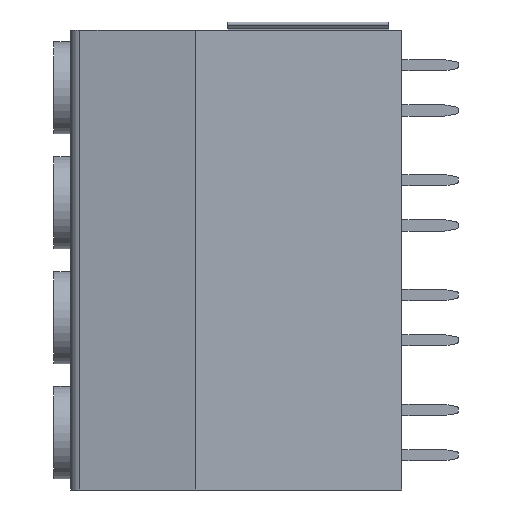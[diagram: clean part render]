
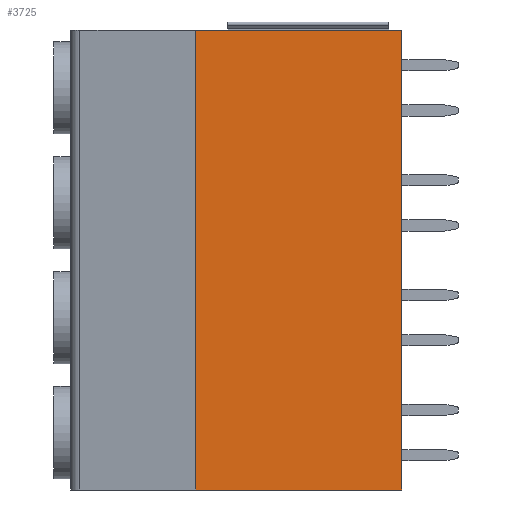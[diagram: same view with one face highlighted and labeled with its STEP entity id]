
A CAD part, left-side view. The second image highlights one B-rep face of the part: STEP entity #3725.
In plain terms, the highlighted planar face has unit normal (-1, 0, 0).
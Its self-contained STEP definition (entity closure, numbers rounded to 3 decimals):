
#70=DIRECTION('',(0.,-1.,0.));
#71=VECTOR('',#70,18.25);
#72=CARTESIAN_POINT('',(-9.35,3.6,-35.56));
#73=LINE('',#72,#71);
#208=DIRECTION('',(0.,0.,1.));
#209=VECTOR('',#208,40.64);
#210=CARTESIAN_POINT('',(-9.35,-14.65,-35.56));
#211=LINE('',#210,#209);
#410=DIRECTION('',(0.,0.,1.));
#411=VECTOR('',#410,40.64);
#412=CARTESIAN_POINT('',(-9.35,3.6,-35.56));
#413=LINE('',#412,#411);
#698=DIRECTION('',(0.,-1.,0.));
#699=VECTOR('',#698,18.25);
#700=CARTESIAN_POINT('',(-9.35,3.6,5.08));
#701=LINE('',#700,#699);
#2527=CARTESIAN_POINT('',(-9.35,3.6,-35.56));
#2528=VERTEX_POINT('',#2527);
#2529=CARTESIAN_POINT('',(-9.35,-14.65,-35.56));
#2530=VERTEX_POINT('',#2529);
#2539=CARTESIAN_POINT('',(-9.35,3.6,5.08));
#2540=VERTEX_POINT('',#2539);
#2541=CARTESIAN_POINT('',(-9.35,-14.65,5.08));
#2542=VERTEX_POINT('',#2541);
#3712=CARTESIAN_POINT('',(-9.35,3.6,-35.56));
#3713=DIRECTION('',(-1.,0.,0.));
#3714=DIRECTION('',(0.,-1.,0.));
#3715=AXIS2_PLACEMENT_3D('',#3712,#3713,#3714);
#3716=PLANE('',#3715);
#3717=ORIENTED_EDGE('',*,*,#3342,.F.);
#3719=ORIENTED_EDGE('',*,*,#3718,.T.);
#3721=ORIENTED_EDGE('',*,*,#3720,.T.);
#3722=ORIENTED_EDGE('',*,*,#3481,.F.);
#3723=EDGE_LOOP('',(#3717,#3719,#3721,#3722));
#3724=FACE_OUTER_BOUND('',#3723,.F.);
#3342=EDGE_CURVE('',#2528,#2530,#73,.T.);
#3481=EDGE_CURVE('',#2530,#2542,#211,.T.);
#3718=EDGE_CURVE('',#2528,#2540,#413,.T.);
#3720=EDGE_CURVE('',#2540,#2542,#701,.T.);
#3725=ADVANCED_FACE('',(#3724),#3716,.T.);
